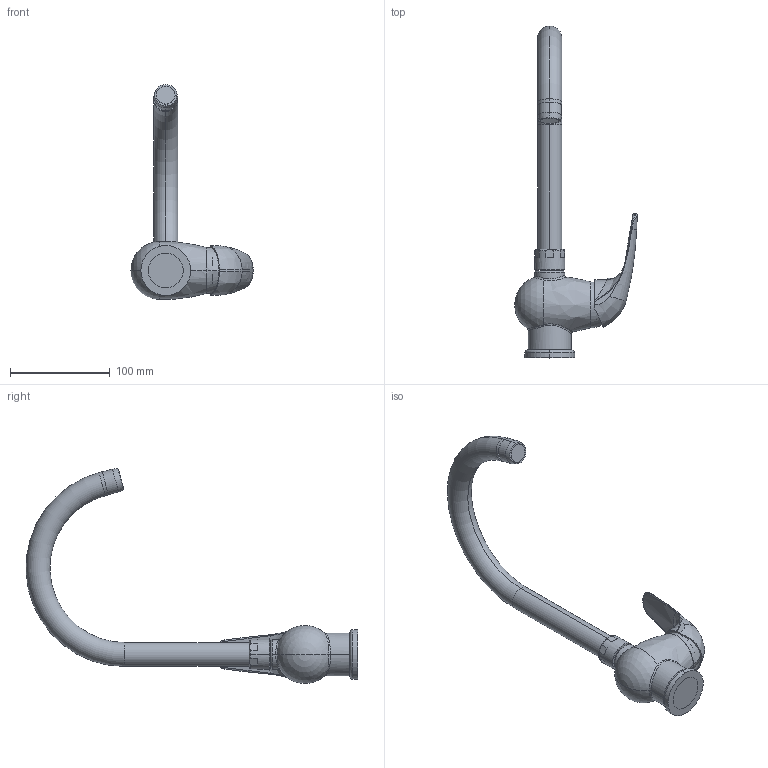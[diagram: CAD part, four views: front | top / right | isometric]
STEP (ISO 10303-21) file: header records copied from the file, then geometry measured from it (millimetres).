
FILE_DESCRIPTION((''),'2;1');
FILE_NAME('DU180CR','2021-11-09T13:52:49',('ut3'),('PAFFONI SpA'),'CREO PARAMETRIC BY PTC INC, 2020044','CREO PARAMETRIC BY PTC INC, 2020044','');
FILE_SCHEMA(('CONFIG_CONTROL_DESIGN','SHAPE_APPEARANCE_LAYERS_GROUPS'));
Length unit declared in the file: millimetre
Products named in the file (1): DU180CR
Bounding box: 122.95 x 332.89 x 215.68 mm (x, y, z)
Volume: 379633.8 mm3; surface area: 85208.7 mm2
Topology: 2 solids, 2 shells, 229 faces, 539 edges, 317 vertices
Faces by surface type: cylinder 79, cone 53, plane 47, bspline 32, torus 12, sphere 6
Entity records: 12866 total; most frequent: CARTESIAN_POINT 6303, ORIENTED_EDGE 1042, DIRECTION 998, EDGE_CURVE 521, AXIS2_PLACEMENT_3D 412, VERTEX_POINT 317, EDGE_LOOP 252, FACE_OUTER_BOUND 229
